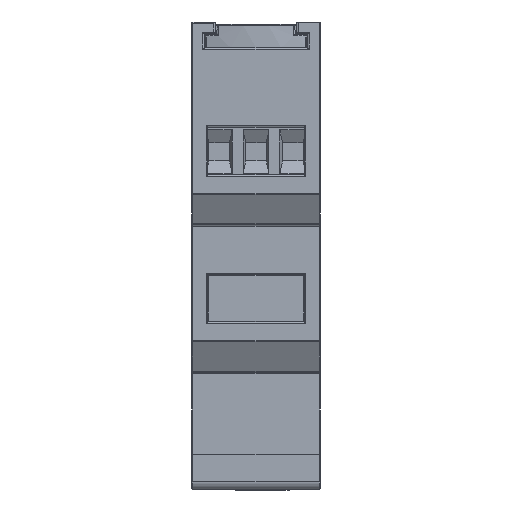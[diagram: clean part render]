
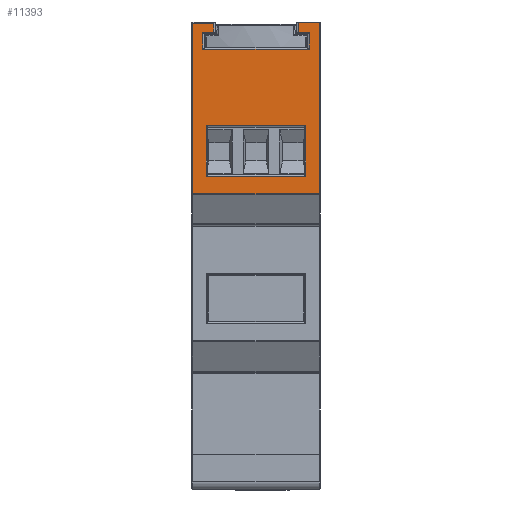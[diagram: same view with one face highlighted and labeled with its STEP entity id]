
A CAD part, left-side view. The second image highlights one B-rep face of the part: STEP entity #11393.
In plain terms, the highlighted planar face has unit normal (-1, 0, 0).
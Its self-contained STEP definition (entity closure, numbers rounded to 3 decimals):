
#1 = ORIENTED_EDGE ( 'NONE', *, *, #30086, .T. ) ;
#2 = ORIENTED_EDGE ( 'NONE', *, *, #30087, .T. ) ;
#3 = ORIENTED_EDGE ( 'NONE', *, *, #30088, .T. ) ;
#4 = ORIENTED_EDGE ( 'NONE', *, *, #30089, .T. ) ;
#5 = ORIENTED_EDGE ( 'NONE', *, *, #30090, .T. ) ;
#6 = ORIENTED_EDGE ( 'NONE', *, *, #30091, .T. ) ;
#7 = ORIENTED_EDGE ( 'NONE', *, *, #30092, .T. ) ;
#7341 = ORIENTED_EDGE ( 'NONE', *, *, #30083, .T. ) ;
#7494 = CARTESIAN_POINT ( 'NONE',  ( -45., 7.2, 2.1 ) ) ;
#7567 = CARTESIAN_POINT ( 'NONE',  ( -45., -8.55, 3.5 ) ) ;
#7578 = CARTESIAN_POINT ( 'NONE',  ( -45., -7.2, 2.1 ) ) ;
#8375 = ORIENTED_EDGE ( 'NONE', *, *, #30085, .T. ) ;
#8521 = VERTEX_POINT ( 'NONE', #22437 ) ;
#8563 = VERTEX_POINT ( 'NONE', #22507 ) ;
#8568 = VERTEX_POINT ( 'NONE', #22514 ) ;
#8606 = VERTEX_POINT ( 'NONE', #22576 ) ;
#8617 = VERTEX_POINT ( 'NONE', #22595 ) ;
#8629 = VERTEX_POINT ( 'NONE', #22614 ) ;
#8681 = VERTEX_POINT ( 'NONE', #22701 ) ;
#8857 = VERTEX_POINT ( 'NONE', #7494 ) ;
#8930 = VERTEX_POINT ( 'NONE', #7567 ) ;
#8941 = VERTEX_POINT ( 'NONE', #7578 ) ;
#11393 = ADVANCED_FACE ( 'NONE', ( #16708, #16712 ), #17282, .F. ) ;
#11604 = ORIENTED_EDGE ( 'NONE', *, *, #30079, .T. ) ;
#11778 = ORIENTED_EDGE ( 'NONE', *, *, #30077, .T. ) ;
#11908 = VERTEX_POINT ( 'NONE', #21853 ) ;
#12037 = VERTEX_POINT ( 'NONE', #22067 ) ;
#12110 = ORIENTED_EDGE ( 'NONE', *, *, #30084, .T. ) ;
#14725 = AXIS2_PLACEMENT_3D ( 'NONE', #17289, #17290, #17291 ) ;
#16708 = FACE_BOUND ( 'NONE', #27224, .T. ) ;
#16712 = FACE_OUTER_BOUND ( 'NONE', #27231, .T. ) ;
#17282 = PLANE ( 'NONE',  #14725 ) ;
#17289 = CARTESIAN_POINT ( 'NONE',  ( -45., 8.75, 0. ) ) ;
#17290 = DIRECTION ( 'NONE',  ( 1., 0., 0. ) ) ;
#17291 = DIRECTION ( 'NONE',  ( 0., 0., -1. ) ) ;
#21853 = CARTESIAN_POINT ( 'NONE',  ( -45., 6.75, -10.6 ) ) ;
#22067 = CARTESIAN_POINT ( 'NONE',  ( -45., 5.7, 2.1 ) ) ;
#22437 = CARTESIAN_POINT ( 'NONE',  ( -45., -5.7, 2.1 ) ) ;
#22507 = CARTESIAN_POINT ( 'NONE',  ( -45., -6.75, -10.6 ) ) ;
#22514 = CARTESIAN_POINT ( 'NONE',  ( -45., 5.7, 3.3 ) ) ;
#22576 = CARTESIAN_POINT ( 'NONE',  ( -45., -7.2, -0.2 ) ) ;
#22595 = CARTESIAN_POINT ( 'NONE',  ( -45., -6.75, -17.4 ) ) ;
#22614 = CARTESIAN_POINT ( 'NONE',  ( -45., 6.75, -17.4 ) ) ;
#22701 = CARTESIAN_POINT ( 'NONE',  ( -45., 8.55, 3.3 ) ) ;
#22913 = ORIENTED_EDGE ( 'NONE', *, *, #30082, .T. ) ;
#23576 = CARTESIAN_POINT ( 'NONE',  ( -45., 8.55, -19.781 ) ) ;
#23618 = CARTESIAN_POINT ( 'NONE',  ( -45., -5.7, 3.5 ) ) ;
#23671 = CARTESIAN_POINT ( 'NONE',  ( -45., 7.2, -0.2 ) ) ;
#23759 = CARTESIAN_POINT ( 'NONE',  ( -45., -8.55, -19.781 ) ) ;
#24845 = LINE ( 'NONE', #25288, #24856 ) ;
#24851 = LINE ( 'NONE', #25303, #24854 ) ;
#24853 = LINE ( 'NONE', #25296, #24866 ) ;
#24854 = VECTOR ( 'NONE', #25305, 1000. ) ;
#24855 = LINE ( 'NONE', #25307, #24858 ) ;
#24856 = VECTOR ( 'NONE', #25306, 1000. ) ;
#24857 = LINE ( 'NONE', #25309, #24860 ) ;
#24858 = VECTOR ( 'NONE', #25308, 1000. ) ;
#24859 = LINE ( 'NONE', #25311, #24862 ) ;
#24860 = VECTOR ( 'NONE', #25310, 1000. ) ;
#24861 = LINE ( 'NONE', #25313, #24864 ) ;
#24862 = VECTOR ( 'NONE', #25312, 1000. ) ;
#24864 = VECTOR ( 'NONE', #25315, 1000. ) ;
#24865 = LINE ( 'NONE', #25317, #24868 ) ;
#24866 = VECTOR ( 'NONE', #25316, 1000. ) ;
#24867 = LINE ( 'NONE', #25319, #24870 ) ;
#24868 = VECTOR ( 'NONE', #25318, 1000. ) ;
#24869 = LINE ( 'NONE', #25321, #24872 ) ;
#24870 = VECTOR ( 'NONE', #25320, 1000. ) ;
#24871 = LINE ( 'NONE', #25323, #24874 ) ;
#24872 = VECTOR ( 'NONE', #25322, 1000. ) ;
#24873 = LINE ( 'NONE', #25325, #24876 ) ;
#24874 = VECTOR ( 'NONE', #25324, 1000. ) ;
#24875 = LINE ( 'NONE', #25327, #24878 ) ;
#24876 = VECTOR ( 'NONE', #25326, 1000. ) ;
#24877 = LINE ( 'NONE', #25329, #24880 ) ;
#24878 = VECTOR ( 'NONE', #25328, 1000. ) ;
#24879 = LINE ( 'NONE', #25331, #24882 ) ;
#24880 = VECTOR ( 'NONE', #25330, 1000. ) ;
#24881 = LINE ( 'NONE', #25333, #24884 ) ;
#24882 = VECTOR ( 'NONE', #25332, 1000. ) ;
#24884 = VECTOR ( 'NONE', #25334, 1000. ) ;
#25288 = CARTESIAN_POINT ( 'NONE',  ( -45., 6.75, -10.8 ) ) ;
#25296 = CARTESIAN_POINT ( 'NONE',  ( -45., 8.75, 2.1 ) ) ;
#25303 = CARTESIAN_POINT ( 'NONE',  ( -45., 6.55, -17.4 ) ) ;
#25305 = DIRECTION ( 'NONE',  ( 0., 1., 0. ) ) ;
#25306 = DIRECTION ( 'NONE',  ( 0., 0., 1. ) ) ;
#25307 = CARTESIAN_POINT ( 'NONE',  ( -45., -6.55, -10.6 ) ) ;
#25308 = DIRECTION ( 'NONE',  ( 0., -1., 0. ) ) ;
#25309 = CARTESIAN_POINT ( 'NONE',  ( -45., -6.75, -17.2 ) ) ;
#25310 = DIRECTION ( 'NONE',  ( 0., 0., -1. ) ) ;
#25311 = CARTESIAN_POINT ( 'NONE',  ( -45., 8.75, 3.5 ) ) ;
#25312 = DIRECTION ( 'NONE',  ( 0., -1., 0. ) ) ;
#25313 = CARTESIAN_POINT ( 'NONE',  ( -45., -5.7, 0. ) ) ;
#25315 = DIRECTION ( 'NONE',  ( 0., 0., -1. ) ) ;
#25316 = DIRECTION ( 'NONE',  ( 0., -1., 0. ) ) ;
#25317 = CARTESIAN_POINT ( 'NONE',  ( -45., -7.2, 0. ) ) ;
#25318 = DIRECTION ( 'NONE',  ( 0., 0., -1. ) ) ;
#25319 = CARTESIAN_POINT ( 'NONE',  ( -45., 8.75, -0.2 ) ) ;
#25320 = DIRECTION ( 'NONE',  ( 0., 1., 0. ) ) ;
#25321 = CARTESIAN_POINT ( 'NONE',  ( -45., 7.2, 0. ) ) ;
#25322 = DIRECTION ( 'NONE',  ( 0., 0., 1. ) ) ;
#25323 = CARTESIAN_POINT ( 'NONE',  ( -45., 8.75, 2.1 ) ) ;
#25324 = DIRECTION ( 'NONE',  ( 0., -1., 0. ) ) ;
#25325 = CARTESIAN_POINT ( 'NONE',  ( -45., 5.7, 0. ) ) ;
#25326 = DIRECTION ( 'NONE',  ( 0., 0., 1. ) ) ;
#25327 = CARTESIAN_POINT ( 'NONE',  ( -45., 8.75, 3.3 ) ) ;
#25328 = DIRECTION ( 'NONE',  ( 0., 1., 0. ) ) ;
#25329 = CARTESIAN_POINT ( 'NONE',  ( -45., 8.55, -19.833 ) ) ;
#25330 = DIRECTION ( 'NONE',  ( 0., 0., -1. ) ) ;
#25331 = CARTESIAN_POINT ( 'NONE',  ( -45., 8.75, -19.781 ) ) ;
#25332 = DIRECTION ( 'NONE',  ( 0., -1., 0. ) ) ;
#25333 = CARTESIAN_POINT ( 'NONE',  ( -45., -8.55, 0. ) ) ;
#25334 = DIRECTION ( 'NONE',  ( 0., 0., 1. ) ) ;
#25687 = ORIENTED_EDGE ( 'NONE', *, *, #30080, .T. ) ;
#27215 = ORIENTED_EDGE ( 'NONE', *, *, #30078, .T. ) ;
#27224 = EDGE_LOOP ( 'NONE', ( #11778, #27215, #11604, #25687 ) ) ;
#27231 = EDGE_LOOP ( 'NONE', ( #28642, #22913, #7341, #12110, #8375, #1, #2, #3, #4, #5, #6, #7 ) ) ;
#28454 = VERTEX_POINT ( 'NONE', #23576 ) ;
#28496 = VERTEX_POINT ( 'NONE', #23618 ) ;
#28549 = VERTEX_POINT ( 'NONE', #23671 ) ;
#28637 = VERTEX_POINT ( 'NONE', #23759 ) ;
#28642 = ORIENTED_EDGE ( 'NONE', *, *, #30081, .F. ) ;
#30077 = EDGE_CURVE ( 'NONE', #8617, #8629, #24851, .T. ) ;
#30078 = EDGE_CURVE ( 'NONE', #8629, #11908, #24845, .T. ) ;
#30079 = EDGE_CURVE ( 'NONE', #11908, #8563, #24855, .T. ) ;
#30080 = EDGE_CURVE ( 'NONE', #8563, #8617, #24857, .T. ) ;
#30081 = EDGE_CURVE ( 'NONE', #28496, #8930, #24859, .T. ) ;
#30082 = EDGE_CURVE ( 'NONE', #28496, #8521, #24861, .T. ) ;
#30083 = EDGE_CURVE ( 'NONE', #8521, #8941, #24853, .T. ) ;
#30084 = EDGE_CURVE ( 'NONE', #8941, #8606, #24865, .T. ) ;
#30085 = EDGE_CURVE ( 'NONE', #8606, #28549, #24867, .T. ) ;
#30086 = EDGE_CURVE ( 'NONE', #28549, #8857, #24869, .T. ) ;
#30087 = EDGE_CURVE ( 'NONE', #8857, #12037, #24871, .T. ) ;
#30088 = EDGE_CURVE ( 'NONE', #12037, #8568, #24873, .T. ) ;
#30089 = EDGE_CURVE ( 'NONE', #8568, #8681, #24875, .T. ) ;
#30090 = EDGE_CURVE ( 'NONE', #8681, #28454, #24877, .T. ) ;
#30091 = EDGE_CURVE ( 'NONE', #28454, #28637, #24879, .T. ) ;
#30092 = EDGE_CURVE ( 'NONE', #28637, #8930, #24881, .T. ) ;
